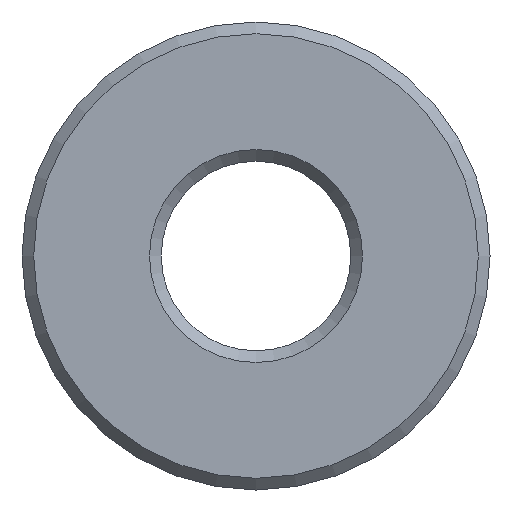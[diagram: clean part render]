
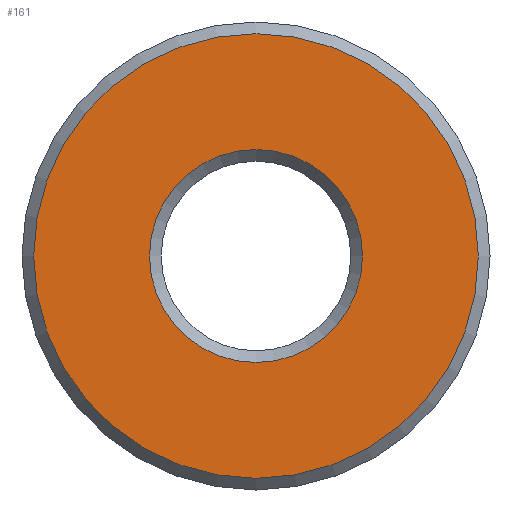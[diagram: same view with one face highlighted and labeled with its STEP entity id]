
A CAD part, left-side view. The second image highlights one B-rep face of the part: STEP entity #161.
In plain terms, the highlighted planar face has unit normal (-1, 0, 0).
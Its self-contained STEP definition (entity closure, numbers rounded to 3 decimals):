
#161=ADVANCED_FACE('',(#229,#230),#231,.F.);
#229=FACE_OUTER_BOUND('',#277,.T.);
#230=FACE_BOUND('',#278,.T.);
#231=PLANE('',#279);
#277=EDGE_LOOP('',(#325));
#278=EDGE_LOOP('',(#326));
#279=AXIS2_PLACEMENT_3D('',#327,#328,#329);
#325=ORIENTED_EDGE('',*,*,#376,.T.);
#326=ORIENTED_EDGE('',*,*,#377,.T.);
#327=CARTESIAN_POINT('',(0.0,14.05,0.0));
#328=DIRECTION('',(1.0,0.0,0.0));
#329=DIRECTION('',(0.0,0.0,-1.0));
#376=EDGE_CURVE('',#402,#402,#403,.F.);
#377=EDGE_CURVE('',#404,#404,#405,.T.);
#402=VERTEX_POINT('',#433);
#403=CIRCLE('',#434,19.0);
#404=VERTEX_POINT('',#435);
#405=CIRCLE('',#436,9.1);
#433=CARTESIAN_POINT('',(0.0,0.,-19.0));
#434=AXIS2_PLACEMENT_3D('',#465,#466,#467);
#435=CARTESIAN_POINT('',(0.0,0.0,-9.1));
#436=AXIS2_PLACEMENT_3D('',#468,#469,#470);
#465=CARTESIAN_POINT('',(0.0,0.0,0.0));
#466=DIRECTION('',(1.0,0.0,0.0));
#467=DIRECTION('',(0.0,0.0,-1.0));
#468=CARTESIAN_POINT('',(0.0,0.0,0.0));
#469=DIRECTION('',(1.0,0.0,0.0));
#470=DIRECTION('',(0.0,0.0,-1.0));
